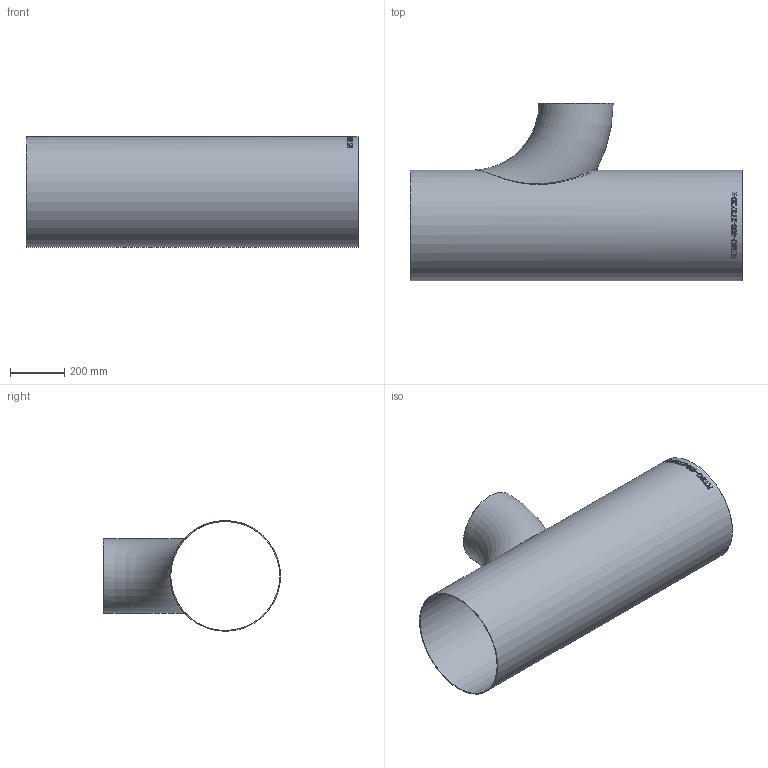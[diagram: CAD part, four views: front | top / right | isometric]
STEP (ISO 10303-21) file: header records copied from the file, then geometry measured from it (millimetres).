
FILE_DESCRIPTION (( 'STEP AP214' ), '1' );
FILE_NAME ('RTBO-406-273X30-x T-Bogen reduziert 2005.STEP', '2020-05-26T08:12:54', ( '' ), ( '' ), 'SwSTEP 2.0', 'SolidWorks 2019', '' );
FILE_SCHEMA (( 'AUTOMOTIVE_DESIGN' ));
Length unit declared in the file: millimetre
Products named in the file (1): RTBO-406-273X30-x T-Bogen reduziert 2005
Bounding box: 1220 x 650.9 x 406.4 mm (x, y, z)
Volume: 5652751.2 mm3; surface area: 3450203.9 mm2
Topology: 1 solids, 1 shells, 236 faces, 625 edges, 417 vertices
Faces by surface type: bspline 138, plane 69, cylinder 27, torus 2
Full cylindrical faces by diameter (mm): 400.4 x1, 406.4 x1
Entity records: 52335 total; most frequent: CARTESIAN_POINT 45241, ORIENTED_EDGE 1232, EDGE_CURVE 616, DIRECTION 471, B_SPLINE_CURVE_WITH_KNOTS 431, VERTEX_POINT 414, EDGE_LOOP 272, FACE_OUTER_BOUND 242
